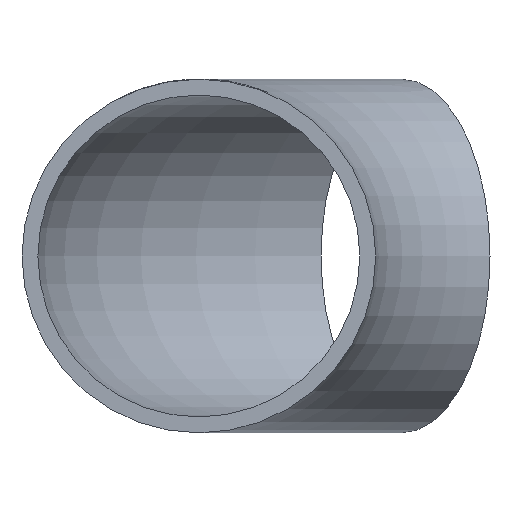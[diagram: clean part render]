
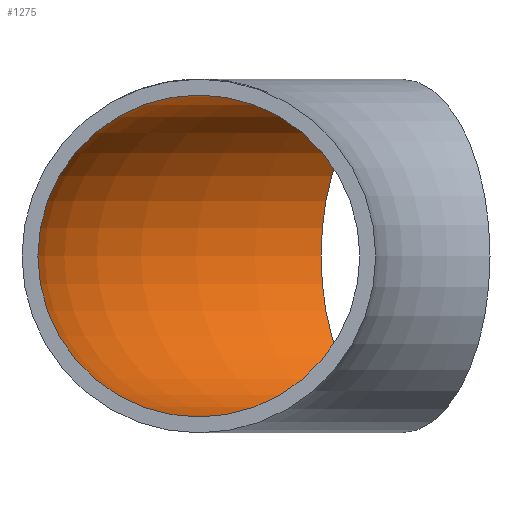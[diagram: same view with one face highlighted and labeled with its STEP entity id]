
A CAD part, front view. The second image highlights one B-rep face of the part: STEP entity #1275.
In plain terms, the highlighted toroidal (fillet/blend) face has major radius 51 mm and minor radius 20.25 mm.
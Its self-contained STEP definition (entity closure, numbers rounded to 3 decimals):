
#621 = CIRCLE ( 'NONE', #2765, 20.25 ) ;
#682 = DIRECTION ( 'NONE',  ( 0., 0., 1. ) ) ;
#1275 = ADVANCED_FACE ( 'NONE', ( #16190, #7092 ), #4263, .F. ) ;
#1428 = CARTESIAN_POINT ( 'NONE',  ( -51., 0., 20.25 ) ) ;
#1935 = DIRECTION ( 'NONE',  ( 0., 1., 0. ) ) ;
#2268 = CARTESIAN_POINT ( 'NONE',  ( -25.5, 44.167, 0. ) ) ;
#2765 = AXIS2_PLACEMENT_3D ( 'NONE', #8235, #1935, #682 ) ;
#2997 = AXIS2_PLACEMENT_3D ( 'NONE', #2268, #3759, #11267 ) ;
#3601 = DIRECTION ( 'NONE',  ( 0., 0., -1. ) ) ;
#3759 = DIRECTION ( 'NONE',  ( 0.866, 0.5, 0. ) ) ;
#4263 = TOROIDAL_SURFACE ( 'NONE', #13447, 51., 20.25 ) ;
#5330 = EDGE_CURVE ( 'NONE', #8883, #8883, #5631, .T. ) ;
#5631 = CIRCLE ( 'NONE', #2997, 20.25 ) ;
#6577 = CARTESIAN_POINT ( 'NONE',  ( -35.625, 61.704, 0. ) ) ;
#7092 = FACE_OUTER_BOUND ( 'NONE', #11605, .T. ) ;
#7245 = EDGE_CURVE ( 'NONE', #12640, #12640, #621, .T. ) ;
#8235 = CARTESIAN_POINT ( 'NONE',  ( -51., 0., 0. ) ) ;
#8883 = VERTEX_POINT ( 'NONE', #6577 ) ;
#9859 = ORIENTED_EDGE ( 'NONE', *, *, #7245, .F. ) ;
#9871 = CARTESIAN_POINT ( 'NONE',  ( 0., 0., 0. ) ) ;
#11267 = DIRECTION ( 'NONE',  ( -0.5, 0.866, 0. ) ) ;
#11605 = EDGE_LOOP ( 'NONE', ( #9859 ) ) ;
#12470 = EDGE_LOOP ( 'NONE', ( #13934 ) ) ;
#12640 = VERTEX_POINT ( 'NONE', #1428 ) ;
#13447 = AXIS2_PLACEMENT_3D ( 'NONE', #9871, #3601, #14863 ) ;
#13934 = ORIENTED_EDGE ( 'NONE', *, *, #5330, .T. ) ;
#14863 = DIRECTION ( 'NONE',  ( -1., 0., 0. ) ) ;
#16190 = FACE_OUTER_BOUND ( 'NONE', #12470, .T. ) ;
